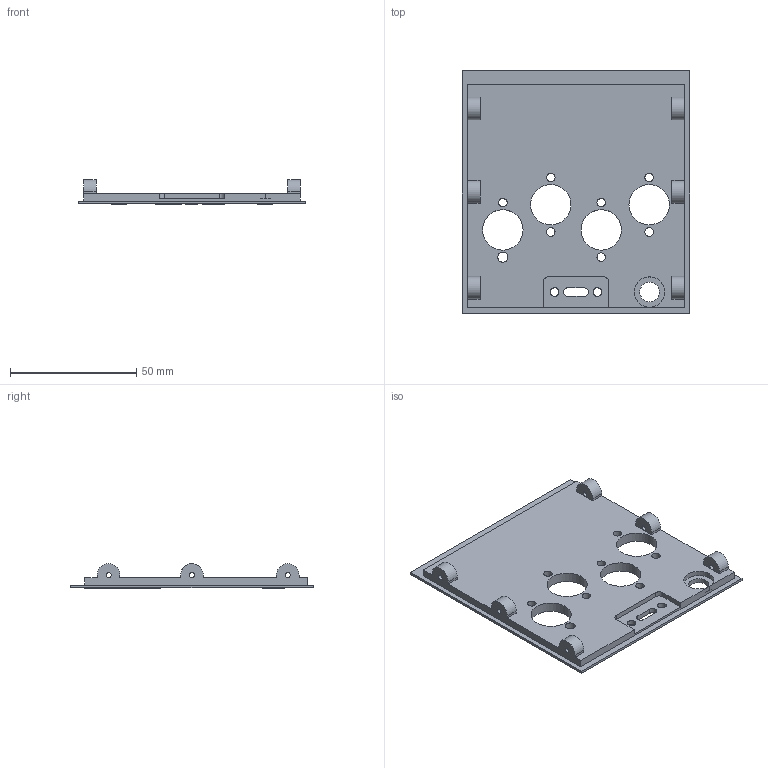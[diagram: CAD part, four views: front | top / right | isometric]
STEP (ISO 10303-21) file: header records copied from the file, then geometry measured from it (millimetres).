
FILE_DESCRIPTION(/* description */ (''),/* implementation_level */ '2;1');
FILE_NAME(/* name */ 'TheShutterTesterRearFlushText v3.step',/* time_stamp */ '2025-11-10T18:09:11Z',/* author */ (''),/* organization */ (''),/* preprocessor_version */ 'ST-DEVELOPER v20.1',/* originating_system */ 'Autodesk Translation Framework v14.17.0.0',/* authorisation */ '');
FILE_SCHEMA (('AUTOMOTIVE_DESIGN { 1 0 10303 214 3 1 1 }'));
Length unit declared in the file: millimetre
Products named in the file (2): TheShutterTesterRearFlushText; Component2
Assembly tree (1 placements, depth 2):
  TheShutterTesterRearFlushText
    Component2
Bounding box: 90 x 96.1 x 9.7 mm (x, y, z)
Volume: 27971.1 mm3; surface area: 19972.8 mm2
Topology: 30 solids, 30 shells, 1146 faces, 3154 edges, 2100 vertices
Faces by surface type: bspline 672, plane 441, cylinder 33
Full cylindrical faces by diameter (mm): 2 x6, 3.4 x9, 4 x1, 7.8 x1, 16 x4
Entity records: 42583 total; most frequent: CARTESIAN_POINT 17828, ORIENTED_EDGE 6310, EDGE_CURVE 3155, DIRECTION 2837, VERTEX_POINT 2100, LINE 1739, VECTOR 1739, B_SPLINE_CURVE_WITH_KNOTS 1344
